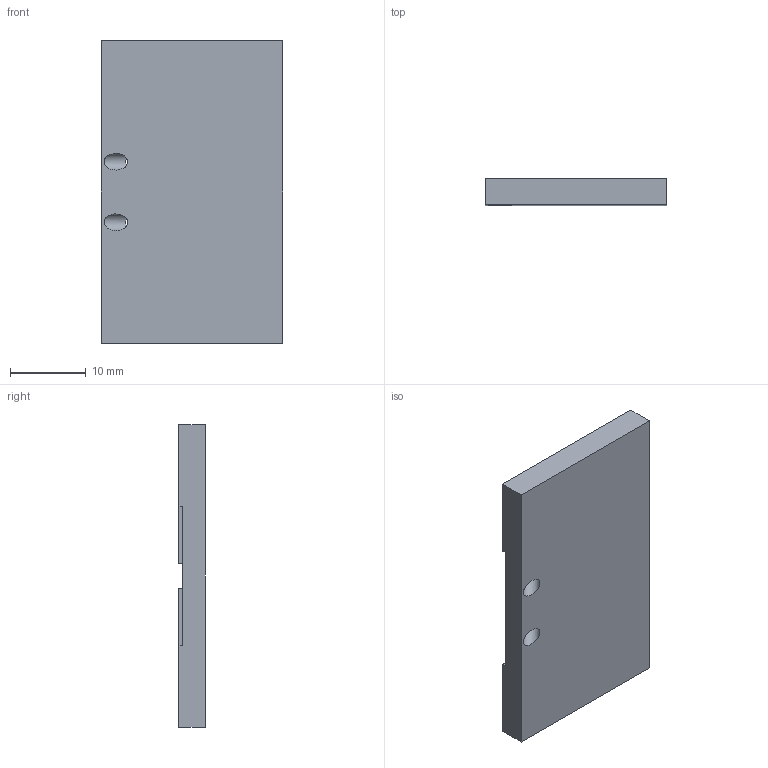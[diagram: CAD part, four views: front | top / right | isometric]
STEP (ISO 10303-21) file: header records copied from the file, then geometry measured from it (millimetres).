
FILE_DESCRIPTION(/* description */ (''),/* implementation_level */ '2;1');
FILE_NAME(/* name */ '00_lightsheetchip.ipt.step',/* time_stamp */ '2022-11-29T07:43:33+01:00',/* author */ ('diederichbenedict'),/* organization */ (''),/* preprocessor_version */ 'ST-DEVELOPER v18.1',/* originating_system */ 'Autodesk Inventor 2022',/* authorisation */ '');
FILE_SCHEMA (('AUTOMOTIVE_DESIGN { 1 0 10303 214 3 1 1 }'));
Length unit declared in the file: millimetre
Products named in the file (1): 00_lightsheetchip
Bounding box: 24 x 3.5 x 40 mm (x, y, z)
Volume: 3133.5 mm3; surface area: 2440.8 mm2
Topology: 1 solids, 1 shells, 36 faces, 98 edges, 62 vertices
Faces by surface type: plane 30, cylinder 6
Full cylindrical faces by diameter (mm): 2.2 x2
Entity records: 1198 total; most frequent: CARTESIAN_POINT 206, ORIENTED_EDGE 196, DIRECTION 192, EDGE_CURVE 98, LINE 78, VECTOR 78, VERTEX_POINT 62, AXIS2_PLACEMENT_3D 57
